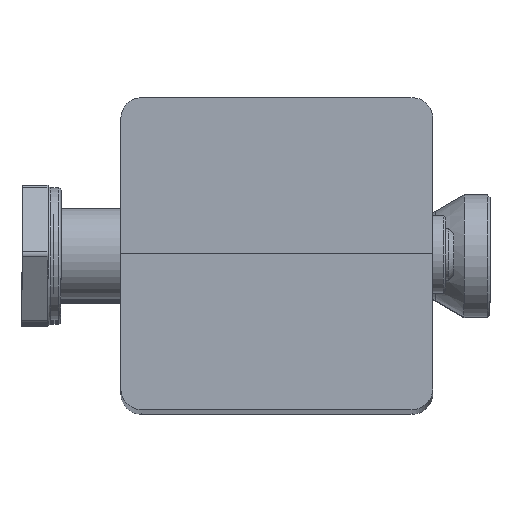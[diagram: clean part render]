
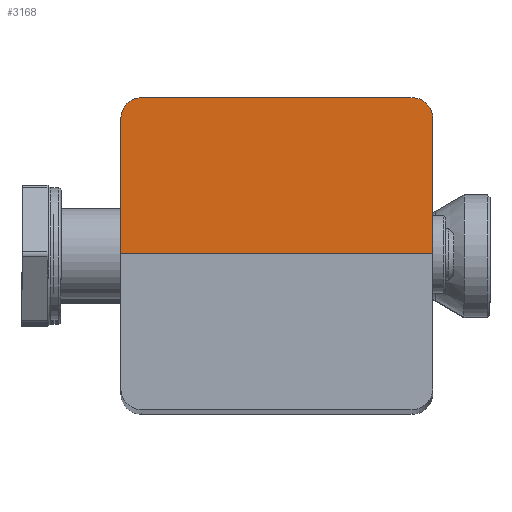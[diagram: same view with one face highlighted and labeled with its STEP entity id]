
A CAD part, top view. The second image highlights one B-rep face of the part: STEP entity #3168.
In plain terms, the highlighted face is planar.
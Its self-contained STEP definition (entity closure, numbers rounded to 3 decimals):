
#253=LINE('',#5280,#463);
#267=LINE('',#5314,#477);
#317=LINE('',#5457,#527);
#319=LINE('',#5463,#529);
#463=VECTOR('',#4364,120.);
#477=VECTOR('',#4392,52.);
#527=VECTOR('',#4542,104.);
#529=VECTOR('',#4550,52.);
#647=PLANE('',#3559);
#1016=FACE_OUTER_BOUND('',#1310,.T.);
#1310=EDGE_LOOP('',(#2953,#2954,#2955,#2956,#2957,#2958));
#1491=CIRCLE('',#3553,8.);
#1492=CIRCLE('',#3556,8.);
#1724=VERTEX_POINT('',#5277);
#1725=VERTEX_POINT('',#5279);
#1738=VERTEX_POINT('',#5312);
#1780=VERTEX_POINT('',#5451);
#1781=VERTEX_POINT('',#5455);
#1782=VERTEX_POINT('',#5459);
#2081=EDGE_CURVE('',#1724,#1725,#253,.T.);
#2099=EDGE_CURVE('',#1738,#1724,#267,.T.);
#2168=EDGE_CURVE('',#1780,#1738,#1491,.T.);
#2170=EDGE_CURVE('',#1781,#1780,#317,.T.);
#2172=EDGE_CURVE('',#1782,#1781,#1492,.T.);
#2173=EDGE_CURVE('',#1725,#1782,#319,.T.);
#2953=ORIENTED_EDGE('',*,*,#2081,.F.);
#2954=ORIENTED_EDGE('',*,*,#2099,.F.);
#2955=ORIENTED_EDGE('',*,*,#2168,.F.);
#2956=ORIENTED_EDGE('',*,*,#2170,.F.);
#2957=ORIENTED_EDGE('',*,*,#2172,.F.);
#2958=ORIENTED_EDGE('',*,*,#2173,.F.);
#3168=ADVANCED_FACE('',(#1016),#647,.F.);
#3553=AXIS2_PLACEMENT_3D('',#5453,#4537,#4538);
#3556=AXIS2_PLACEMENT_3D('',#5461,#4546,#4547);
#3559=AXIS2_PLACEMENT_3D('',#5466,#4554,#4555);
#4364=DIRECTION('',(-1.,0.,0.));
#4392=DIRECTION('',(0.,1.,0.));
#4537=DIRECTION('center_axis',(0.,0.,1.));
#4538=DIRECTION('ref_axis',(0.,1.,0.));
#4542=DIRECTION('',(1.,0.,0.));
#4546=DIRECTION('center_axis',(0.,0.,1.));
#4547=DIRECTION('ref_axis',(1.,0.,0.));
#4550=DIRECTION('',(0.,-1.,0.));
#4554=DIRECTION('center_axis',(0.,0.,1.));
#4555=DIRECTION('ref_axis',(1.,0.,0.));
#5277=CARTESIAN_POINT('',(60.,0.,-502.5));
#5279=CARTESIAN_POINT('',(-60.,0.,-502.5));
#5280=CARTESIAN_POINT('',(-60.,0.,-502.5));
#5312=CARTESIAN_POINT('',(60.,-52.,-502.5));
#5314=CARTESIAN_POINT('',(60.,0.,-502.5));
#5451=CARTESIAN_POINT('',(52.,-60.,-502.5));
#5453=CARTESIAN_POINT('Origin',(52.,-52.,-502.5));
#5455=CARTESIAN_POINT('',(-52.,-60.,-502.5));
#5457=CARTESIAN_POINT('',(52.,-60.,-502.5));
#5459=CARTESIAN_POINT('',(-60.,-52.,-502.5));
#5461=CARTESIAN_POINT('Origin',(-52.,-52.,-502.5));
#5463=CARTESIAN_POINT('',(-60.,-52.,-502.5));
#5466=CARTESIAN_POINT('Origin',(0.,-28.889,
-502.5));
